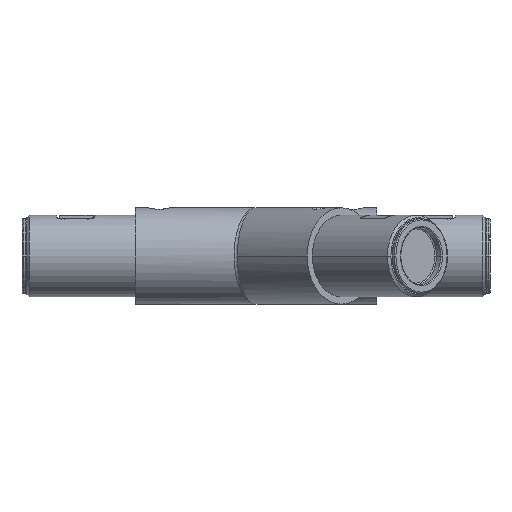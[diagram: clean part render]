
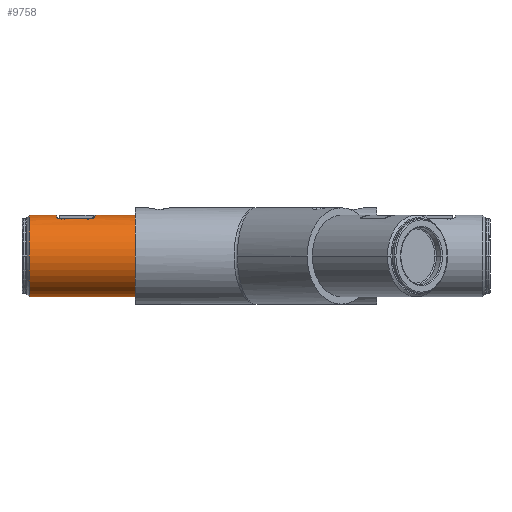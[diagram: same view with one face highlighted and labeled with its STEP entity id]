
A CAD part, front view. The second image highlights one B-rep face of the part: STEP entity #9758.
In plain terms, the highlighted cylindrical face has radius 16.9 mm (diameter 33.8 mm), a partial arc.
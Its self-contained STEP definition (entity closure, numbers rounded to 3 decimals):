
#531 = VERTEX_POINT ( 'NONE', #16591 ) ;
#550 = VERTEX_POINT ( 'NONE', #16572 ) ;
#1074 = LINE ( 'NONE', #3331, #1077 ) ;
#1077 = VECTOR ( 'NONE', #3329, 1000. ) ;
#1101 = LINE ( 'NONE', #14512, #1105 ) ;
#1105 = VECTOR ( 'NONE', #14506, 1000. ) ;
#1165 = CIRCLE ( 'NONE', #13119, 16.9 ) ;
#1167 = CIRCLE ( 'NONE', #13116, 16.9 ) ;
#1170 = CIRCLE ( 'NONE', #13113, 16.9 ) ;
#1172 = LINE ( 'NONE', #1565, #1173 ) ;
#1173 = VECTOR ( 'NONE', #1563, 1000. ) ;
#1543 = DIRECTION ( 'NONE',  ( 0., 0., -1. ) ) ;
#1544 = DIRECTION ( 'NONE',  ( 1., 0., 0. ) ) ;
#1545 = CARTESIAN_POINT ( 'NONE',  ( -132.5, 0., 0. ) ) ;
#1548 = CARTESIAN_POINT ( 'NONE',  ( -132.5, -5., 16.143 ) ) ;
#1549 = CARTESIAN_POINT ( 'NONE',  ( -132.5, -5.13, 16.103 ) ) ;
#1550 = CARTESIAN_POINT ( 'NONE',  ( -132.487, -5.258, 16.062 ) ) ;
#1551 = CARTESIAN_POINT ( 'NONE',  ( -132.438, -5.51, 15.977 ) ) ;
#1552 = CARTESIAN_POINT ( 'NONE',  ( -132.401, -5.635, 15.933 ) ) ;
#1553 = CARTESIAN_POINT ( 'NONE',  ( -132.304, -5.872, 15.848 ) ) ;
#1554 = CARTESIAN_POINT ( 'NONE',  ( -132.245, -5.985, 15.805 ) ) ;
#1555 = CARTESIAN_POINT ( 'NONE',  ( -132.104, -6.201, 15.722 ) ) ;
#1556 = CARTESIAN_POINT ( 'NONE',  ( -132.023, -6.303, 15.681 ) ) ;
#1557 = CARTESIAN_POINT ( 'NONE',  ( -131.752, -6.581, 15.567 ) ) ;
#1558 = CARTESIAN_POINT ( 'NONE',  ( -131.531, -6.734, 15.501 ) ) ;
#1559 = CARTESIAN_POINT ( 'NONE',  ( -131.164, -6.891, 15.431 ) ) ;
#1560 = CARTESIAN_POINT ( 'NONE',  ( -131.033, -6.932, 15.413 ) ) ;
#1561 = CARTESIAN_POINT ( 'NONE',  ( -130.5, -7., 15.382 ) ) ;
#1563 = DIRECTION ( 'NONE',  ( 1., 0., 0. ) ) ;
#1564 = CARTESIAN_POINT ( 'NONE',  ( -130.637, -7., 15.382 ) ) ;
#1565 = CARTESIAN_POINT ( 'NONE',  ( -145., -7., 15.382 ) ) ;
#1566 = CARTESIAN_POINT ( 'NONE',  ( -119.152, -7., 15.382 ) ) ;
#1567 = CARTESIAN_POINT ( 'NONE',  ( -119.009, -7., 15.382 ) ) ;
#1568 = CARTESIAN_POINT ( 'NONE',  ( -118.865, -6.985, 15.389 ) ) ;
#1569 = CARTESIAN_POINT ( 'NONE',  ( -118.587, -6.931, 15.413 ) ) ;
#1570 = CARTESIAN_POINT ( 'NONE',  ( -118.453, -6.891, 15.431 ) ) ;
#1571 = CARTESIAN_POINT ( 'NONE',  ( -118.192, -6.789, 15.476 ) ) ;
#1572 = CARTESIAN_POINT ( 'NONE',  ( -118.065, -6.726, 15.504 ) ) ;
#1573 = CARTESIAN_POINT ( 'NONE',  ( -117.829, -6.582, 15.566 ) ) ;
#1574 = CARTESIAN_POINT ( 'NONE',  ( -117.718, -6.5, 15.6 ) ) ;
#1575 = CARTESIAN_POINT ( 'NONE',  ( -117.512, -6.319, 15.674 ) ) ;
#1576 = CARTESIAN_POINT ( 'NONE',  ( -117.416, -6.219, 15.715 ) ) ;
#1577 = CARTESIAN_POINT ( 'NONE',  ( -117.247, -6.007, 15.797 ) ) ;
#1578 = CARTESIAN_POINT ( 'NONE',  ( -117.173, -5.894, 15.84 ) ) ;
#1579 = CARTESIAN_POINT ( 'NONE',  ( -117.045, -5.654, 15.927 ) ) ;
#1580 = CARTESIAN_POINT ( 'NONE',  ( -116.993, -5.527, 15.971 ) ) ;
#1581 = CARTESIAN_POINT ( 'NONE',  ( -116.915, -5.269, 16.058 ) ) ;
#1582 = CARTESIAN_POINT ( 'NONE',  ( -130.771, -6.986, 15.388 ) ) ;
#3137 = CARTESIAN_POINT ( 'NONE',  ( -116.675, 0., 16.9 ) ) ;
#3138 = CARTESIAN_POINT ( 'NONE',  ( -116.675, -1.698, 16.9 ) ) ;
#3139 = CARTESIAN_POINT ( 'NONE',  ( -116.889, -5.137, 16.101 ) ) ;
#3140 = DIRECTION ( 'NONE',  ( 0., 0., -1. ) ) ;
#3141 = DIRECTION ( 'NONE',  ( -1., 0., 0. ) ) ;
#3142 = CARTESIAN_POINT ( 'NONE',  ( -100., 0., 0. ) ) ;
#3143 = CARTESIAN_POINT ( 'NONE',  ( -116.743, -3.378, 16.646 ) ) ;
#3144 = CARTESIAN_POINT ( 'NONE',  ( -116.878, -5., 16.143 ) ) ;
#3145 = DIRECTION ( 'NONE',  ( 0., 0., 1. ) ) ;
#3146 = DIRECTION ( 'NONE',  ( 1., 0., 0. ) ) ;
#3147 = CARTESIAN_POINT ( 'NONE',  ( -144., 0., 0. ) ) ;
#3148 = CARTESIAN_POINT ( 'NONE',  ( -116.878, -5., 16.143 ) ) ;
#3329 = DIRECTION ( 'NONE',  ( 1., 0., 0. ) ) ;
#3331 = CARTESIAN_POINT ( 'NONE',  ( -145., 0., 16.9 ) ) ;
#4318 = DIRECTION ( 'NONE',  ( 0., 0., -1. ) ) ;
#4323 = DIRECTION ( 'NONE',  ( 1., 0., 0. ) ) ;
#4327 = CARTESIAN_POINT ( 'NONE',  ( -145., 0., 0. ) ) ;
#7005 = CARTESIAN_POINT ( 'NONE',  ( -145., 0., 16.9 ) ) ;
#7009 = DIRECTION ( 'NONE',  ( 1., 0., 0. ) ) ;
#7435 = CARTESIAN_POINT ( 'NONE',  ( -144., 0., 16.9 ) ) ;
#7439 = CARTESIAN_POINT ( 'NONE',  ( -144., 0., -16.9 ) ) ;
#7461 = CARTESIAN_POINT ( 'NONE',  ( -100., 0., -16.9 ) ) ;
#7463 = CARTESIAN_POINT ( 'NONE',  ( -116.675, 0., 16.9 ) ) ;
#7466 = CARTESIAN_POINT ( 'NONE',  ( -132.5, 0., 16.9 ) ) ;
#7467 = CARTESIAN_POINT ( 'NONE',  ( -100., 0., 16.9 ) ) ;
#7804 = EDGE_CURVE ( 'NONE', #14863, #14894, #1074, .T. ) ;
#7842 = EDGE_CURVE ( 'NONE', #14867, #14889, #1101, .T. ) ;
#7945 = EDGE_CURVE ( 'NONE', #14863, #14867, #1165, .T. ) ;
#7947 = EDGE_CURVE ( 'NONE', #14889, #14895, #1167, .T. ) ;
#7948 = EDGE_CURVE ( 'NONE', #531, #14891, #9339, .T. ) ;
#7950 = EDGE_CURVE ( 'NONE', #531, #550, #9316, .T. ) ;
#7951 = EDGE_CURVE ( 'NONE', #12870, #550, #1172, .T. ) ;
#7952 = EDGE_CURVE ( 'NONE', #12870, #12866, #9266, .T. ) ;
#7953 = EDGE_CURVE ( 'NONE', #14894, #12866, #1170, .T. ) ;
#8171 = AXIS2_PLACEMENT_3D ( 'NONE', #4327, #4323, #4318 ) ;
#9133 = ORIENTED_EDGE ( 'NONE', *, *, #7953, .F. ) ;
#9134 = ORIENTED_EDGE ( 'NONE', *, *, #7952, .T. ) ;
#9135 = ORIENTED_EDGE ( 'NONE', *, *, #7951, .F. ) ;
#9136 = ORIENTED_EDGE ( 'NONE', *, *, #7950, .T. ) ;
#9137 = ORIENTED_EDGE ( 'NONE', *, *, #7948, .F. ) ;
#9138 = ORIENTED_EDGE ( 'NONE', *, *, #14758, .F. ) ;
#9139 = ORIENTED_EDGE ( 'NONE', *, *, #7947, .T. ) ;
#9140 = ORIENTED_EDGE ( 'NONE', *, *, #7842, .T. ) ;
#9141 = ORIENTED_EDGE ( 'NONE', *, *, #7945, .T. ) ;
#9142 = ORIENTED_EDGE ( 'NONE', *, *, #7804, .F. ) ;
#9266 = B_SPLINE_CURVE_WITH_KNOTS ( 'NONE', 3,
 ( #1561, #1564, #1582, #1560, #1559, #1558, #1557, #1556, #1555, #1554, #1553, #1552, #1551, #1550, #1549, #1548 ),
 .UNSPECIFIED., .F., .F.,
 ( 4, 2, 2, 2, 2, 2, 2, 4 ),
 ( 0., 0., 0.001, 0.002, 0.002, 0.002, 0.003, 0.003 ),
 .UNSPECIFIED. ) ;
#9316 = B_SPLINE_CURVE_WITH_KNOTS ( 'NONE', 3,
 ( #3148, #3139, #1581, #1580, #1579, #1578, #1577, #1576, #1575, #1574, #1573, #1572, #1571, #1570, #1569, #1568, #1567, #1566 ),
 .UNSPECIFIED., .F., .F.,
 ( 4, 2, 2, 2, 2, 2, 2, 2, 4 ),
 ( 0., 0., 0.001, 0.001, 0.002, 0.002, 0.003, 0.003, 0.003 ),
 .UNSPECIFIED. ) ;
#9339 =( BOUNDED_CURVE ( )  B_SPLINE_CURVE ( 3, ( #3144, #3143, #3138, #3137 ),
 .UNSPECIFIED., .F., .F. ) 
 B_SPLINE_CURVE_WITH_KNOTS ( ( 4, 4 ),
 ( 5.983, 6.283 ),
 .UNSPECIFIED. ) 
 CURVE ( )  GEOMETRIC_REPRESENTATION_ITEM ( )  RATIONAL_B_SPLINE_CURVE ( ( 1., 0.992, 0.992, 1. ) ) 
 REPRESENTATION_ITEM ( '' )  );
#9758 = ADVANCED_FACE ( 'NONE', ( #10141 ), #10150, .T. ) ;
#10141 = FACE_OUTER_BOUND ( 'NONE', #14996, .T. ) ;
#10150 = CYLINDRICAL_SURFACE ( 'NONE', #8171, 16.9 ) ;
#10333 = LINE ( 'NONE', #7005, #10335 ) ;
#10335 = VECTOR ( 'NONE', #7009, 1000. ) ;
#12866 = VERTEX_POINT ( 'NONE', #13550 ) ;
#12870 = VERTEX_POINT ( 'NONE', #13554 ) ;
#13113 = AXIS2_PLACEMENT_3D ( 'NONE', #1545, #1544, #1543 ) ;
#13116 = AXIS2_PLACEMENT_3D ( 'NONE', #3142, #3141, #3140 ) ;
#13119 = AXIS2_PLACEMENT_3D ( 'NONE', #3147, #3146, #3145 ) ;
#13550 = CARTESIAN_POINT ( 'NONE',  ( -132.5, -5., 16.143 ) ) ;
#13554 = CARTESIAN_POINT ( 'NONE',  ( -130.5, -7., 15.382 ) ) ;
#14506 = DIRECTION ( 'NONE',  ( 1., 0., 0. ) ) ;
#14512 = CARTESIAN_POINT ( 'NONE',  ( -145., 0., -16.9 ) ) ;
#14758 = EDGE_CURVE ( 'NONE', #14891, #14895, #10333, .T. ) ;
#14863 = VERTEX_POINT ( 'NONE', #7435 ) ;
#14867 = VERTEX_POINT ( 'NONE', #7439 ) ;
#14889 = VERTEX_POINT ( 'NONE', #7461 ) ;
#14891 = VERTEX_POINT ( 'NONE', #7463 ) ;
#14894 = VERTEX_POINT ( 'NONE', #7466 ) ;
#14895 = VERTEX_POINT ( 'NONE', #7467 ) ;
#14996 = EDGE_LOOP ( 'NONE', ( #9142, #9141, #9140, #9139, #9138, #9137, #9136, #9135, #9134, #9133 ) ) ;
#16572 = CARTESIAN_POINT ( 'NONE',  ( -119.152, -7., 15.382 ) ) ;
#16591 = CARTESIAN_POINT ( 'NONE',  ( -116.878, -5., 16.143 ) ) ;
